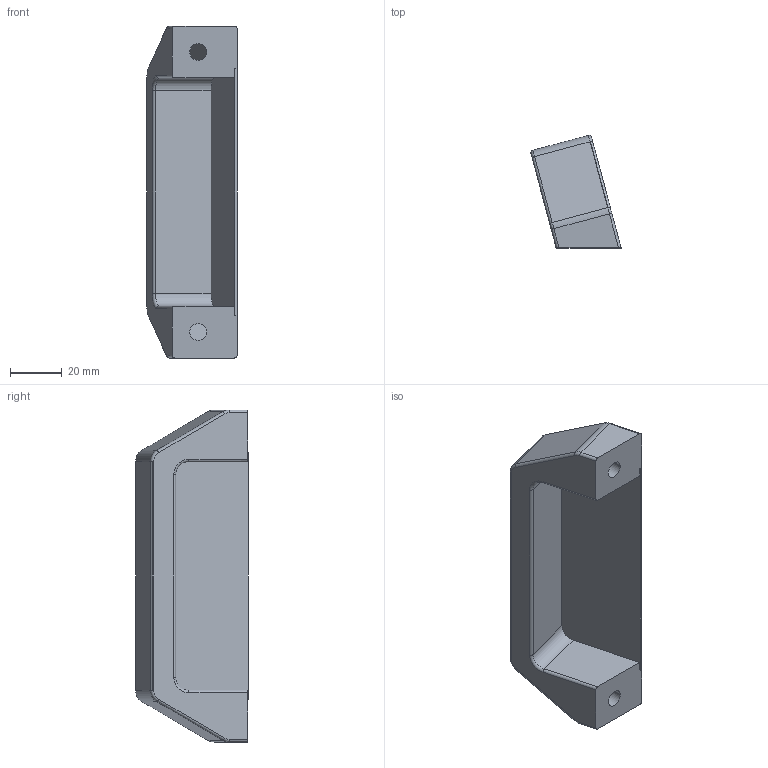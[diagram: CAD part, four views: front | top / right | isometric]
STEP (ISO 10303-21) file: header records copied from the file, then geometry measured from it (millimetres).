
FILE_DESCRIPTION (( 'STEP AP203' ), '1' );
FILE_NAME ('084.505.002.STEP', '2013-01-28T10:27:13', ( 'Alusic' ), ( 'Alusic' ), 'SwSTEP 2.0', 'SolidWorks 2011', '' );
FILE_SCHEMA (( 'CONFIG_CONTROL_DESIGN' ));
Length unit declared in the file: millimetre
Products named in the file (1): 084.505.002
Bounding box: 34.76 x 43.53 x 128 mm (x, y, z)
Volume: 38384.9 mm3; surface area: 26941.8 mm2
Topology: 1 solids, 1 shells, 70 faces, 176 edges, 110 vertices
Faces by surface type: cylinder 32, plane 28, torus 10
Entity records: 2171 total; most frequent: CARTESIAN_POINT 381, DIRECTION 376, ORIENTED_EDGE 352, EDGE_CURVE 176, AXIS2_PLACEMENT_3D 137, VERTEX_POINT 110, LINE 102, VECTOR 102
